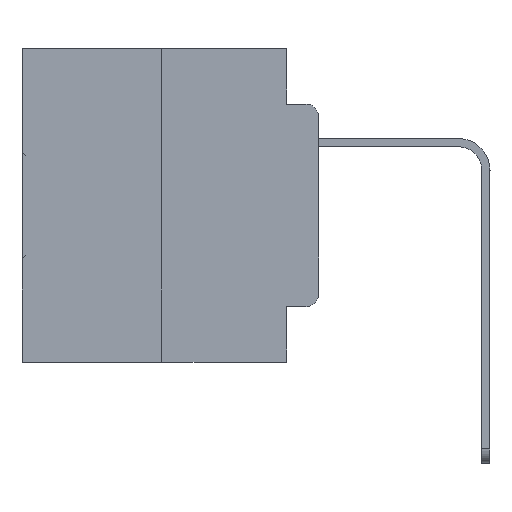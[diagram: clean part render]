
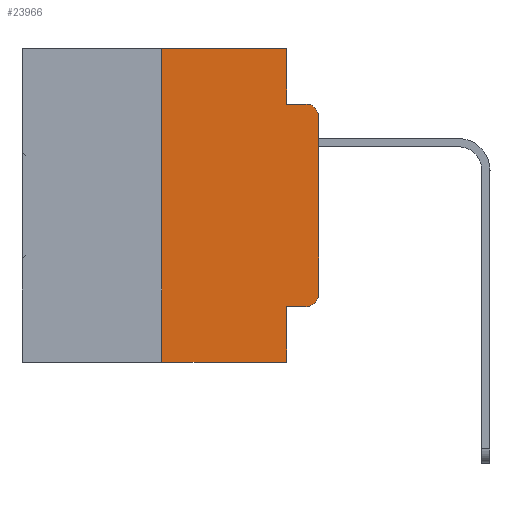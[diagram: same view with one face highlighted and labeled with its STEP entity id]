
A CAD part, left-side view. The second image highlights one B-rep face of the part: STEP entity #23966.
In plain terms, the highlighted planar face has unit normal (-1, 0, 0).
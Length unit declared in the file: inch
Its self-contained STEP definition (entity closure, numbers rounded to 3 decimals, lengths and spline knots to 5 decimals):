
#460 = VECTOR ( 'NONE', #25692, 39.37008 ) ;
#727 = VERTEX_POINT ( 'NONE', #6645 ) ;
#792 = VERTEX_POINT ( 'NONE', #18867 ) ;
#953 = ORIENTED_EDGE ( 'NONE', *, *, #1445, .F. ) ;
#1445 = EDGE_CURVE ( 'NONE', #3530, #23374, #18609, .T. ) ;
#1698 = ORIENTED_EDGE ( 'NONE', *, *, #19017, .F. ) ;
#2837 = DIRECTION ( 'NONE',  ( 0., 0., -1. ) ) ;
#3091 = DIRECTION ( 'NONE',  ( -1., 0., 0. ) ) ;
#3410 = DIRECTION ( 'NONE',  ( 0., -1., 0. ) ) ;
#3435 = CARTESIAN_POINT ( 'NONE',  ( 0., 0., 0. ) ) ;
#3524 = VERTEX_POINT ( 'NONE', #16360 ) ;
#3530 = VERTEX_POINT ( 'NONE', #11307 ) ;
#4216 = LINE ( 'NONE', #3435, #17515 ) ;
#4543 = VERTEX_POINT ( 'NONE', #8357 ) ;
#5623 = EDGE_CURVE ( 'NONE', #727, #792, #16838, .T. ) ;
#6530 = AXIS2_PLACEMENT_3D ( 'NONE', #16963, #23898, #10054 ) ;
#6645 = CARTESIAN_POINT ( 'NONE',  ( 0., 0.02, -0.4115 ) ) ;
#7282 = ORIENTED_EDGE ( 'NONE', *, *, #5623, .T. ) ;
#7439 = VECTOR ( 'NONE', #18765, 39.37008 ) ;
#7472 = EDGE_LOOP ( 'NONE', ( #30045, #7907, #953, #9586, #1698, #25423, #15901, #8303, #17002, #7282 ) ) ;
#7505 = CARTESIAN_POINT ( 'NONE',  ( 0., 0.051, 0. ) ) ;
#7781 = CARTESIAN_POINT ( 'NONE',  ( 0., 0.25, -0.5 ) ) ;
#7828 = LINE ( 'NONE', #16371, #7439 ) ;
#7907 = ORIENTED_EDGE ( 'NONE', *, *, #22984, .T. ) ;
#8303 = ORIENTED_EDGE ( 'NONE', *, *, #11565, .F. ) ;
#8357 = CARTESIAN_POINT ( 'NONE',  ( 0., 0.051, -0.5 ) ) ;
#8768 = CIRCLE ( 'NONE', #15766, 0.02 ) ;
#9061 = FACE_OUTER_BOUND ( 'NONE', #7472, .T. ) ;
#9151 = CARTESIAN_POINT ( 'NONE',  ( 0., 0.051, -0.4115 ) ) ;
#9586 = ORIENTED_EDGE ( 'NONE', *, *, #28069, .F. ) ;
#9681 = LINE ( 'NONE', #7505, #24427 ) ;
#9812 = DIRECTION ( 'NONE',  ( 0., -1., 0. ) ) ;
#10054 = DIRECTION ( 'NONE',  ( 0., 0., -1. ) ) ;
#11307 = CARTESIAN_POINT ( 'NONE',  ( 0., 0.051, -0.0885 ) ) ;
#11541 = VERTEX_POINT ( 'NONE', #7781 ) ;
#11565 = EDGE_CURVE ( 'NONE', #30124, #4543, #28749, .T. ) ;
#11627 = CARTESIAN_POINT ( 'NONE',  ( 0., 0.25, 0. ) ) ;
#11721 = VECTOR ( 'NONE', #26618, 39.37008 ) ;
#12083 = CARTESIAN_POINT ( 'NONE',  ( 0., 0.051, -0.0885 ) ) ;
#12489 = DIRECTION ( 'NONE',  ( 0., 0., -1. ) ) ;
#12556 = CARTESIAN_POINT ( 'NONE',  ( 0., 0.473, -0.5 ) ) ;
#13504 = CARTESIAN_POINT ( 'NONE',  ( 0., 0.051, 0. ) ) ;
#13915 = DIRECTION ( 'NONE',  ( 0., 0., -1. ) ) ;
#14214 = PLANE ( 'NONE',  #20971 ) ;
#14863 = CARTESIAN_POINT ( 'NONE',  ( 0., 0.02, -0.1085 ) ) ;
#15197 = LINE ( 'NONE', #11627, #460 ) ;
#15673 = CARTESIAN_POINT ( 'NONE',  ( 0., 0.02, -0.0885 ) ) ;
#15766 = AXIS2_PLACEMENT_3D ( 'NONE', #14863, #3091, #12489 ) ;
#15901 = ORIENTED_EDGE ( 'NONE', *, *, #28167, .T. ) ;
#16360 = CARTESIAN_POINT ( 'NONE',  ( 0., 0.25, 0. ) ) ;
#16371 = CARTESIAN_POINT ( 'NONE',  ( 0., 0.051, -0.4115 ) ) ;
#16686 = CARTESIAN_POINT ( 'NONE',  ( 0., 0.473, 0. ) ) ;
#16838 = CIRCLE ( 'NONE', #6530, 0.02 ) ;
#16963 = CARTESIAN_POINT ( 'NONE',  ( 0., 0.02, -0.3915 ) ) ;
#16982 = CARTESIAN_POINT ( 'NONE',  ( 0., 0.051, 0. ) ) ;
#17002 = ORIENTED_EDGE ( 'NONE', *, *, #25973, .T. ) ;
#17278 = DIRECTION ( 'NONE',  ( 0., 0., 1. ) ) ;
#17515 = VECTOR ( 'NONE', #17278, 39.37008 ) ;
#17865 = VECTOR ( 'NONE', #9812, 39.37008 ) ;
#18609 = LINE ( 'NONE', #12083, #17865 ) ;
#18765 = DIRECTION ( 'NONE',  ( 0., -1., 0. ) ) ;
#18867 = CARTESIAN_POINT ( 'NONE',  ( 0., 0., -0.3915 ) ) ;
#19017 = EDGE_CURVE ( 'NONE', #3524, #22114, #28218, .T. ) ;
#19021 = CARTESIAN_POINT ( 'NONE',  ( 0., 0., -0.1085 ) ) ;
#20971 = AXIS2_PLACEMENT_3D ( 'NONE', #16686, #25801, #13915 ) ;
#21044 = VECTOR ( 'NONE', #22062, 39.37008 ) ;
#22062 = DIRECTION ( 'NONE',  ( 0., -1., 0. ) ) ;
#22114 = VERTEX_POINT ( 'NONE', #13504 ) ;
#22984 = EDGE_CURVE ( 'NONE', #27960, #23374, #8768, .T. ) ;
#23046 = VECTOR ( 'NONE', #3410, 39.37008 ) ;
#23374 = VERTEX_POINT ( 'NONE', #15673 ) ;
#23898 = DIRECTION ( 'NONE',  ( -1., 0., 0. ) ) ;
#23966 = ADVANCED_FACE ( 'NONE', ( #9061 ), #14214, .F. ) ;
#24313 = EDGE_CURVE ( 'NONE', #792, #27960, #4216, .T. ) ;
#24427 = VECTOR ( 'NONE', #2837, 39.37008 ) ;
#24590 = CARTESIAN_POINT ( 'NONE',  ( 0., 0.473, 0. ) ) ;
#25423 = ORIENTED_EDGE ( 'NONE', *, *, #25959, .F. ) ;
#25692 = DIRECTION ( 'NONE',  ( 0., 0., 1. ) ) ;
#25801 = DIRECTION ( 'NONE',  ( 1., 0., 0. ) ) ;
#25959 = EDGE_CURVE ( 'NONE', #11541, #3524, #15197, .T. ) ;
#25973 = EDGE_CURVE ( 'NONE', #30124, #727, #7828, .T. ) ;
#26618 = DIRECTION ( 'NONE',  ( 0., 0., -1. ) ) ;
#27960 = VERTEX_POINT ( 'NONE', #19021 ) ;
#28069 = EDGE_CURVE ( 'NONE', #22114, #3530, #9681, .T. ) ;
#28167 = EDGE_CURVE ( 'NONE', #11541, #4543, #29528, .T. ) ;
#28218 = LINE ( 'NONE', #24590, #23046 ) ;
#28749 = LINE ( 'NONE', #16982, #11721 ) ;
#29528 = LINE ( 'NONE', #12556, #21044 ) ;
#30045 = ORIENTED_EDGE ( 'NONE', *, *, #24313, .T. ) ;
#30124 = VERTEX_POINT ( 'NONE', #9151 ) ;
